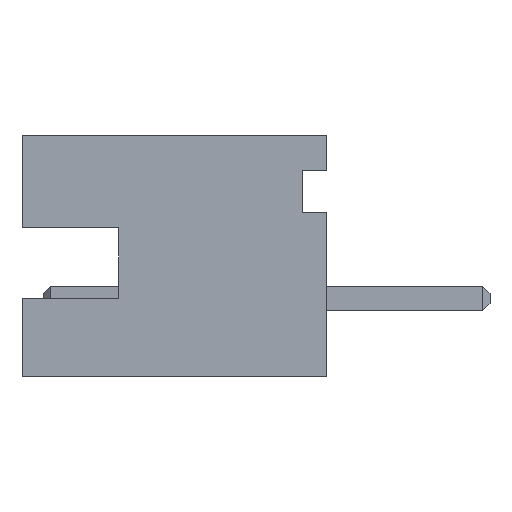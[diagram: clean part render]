
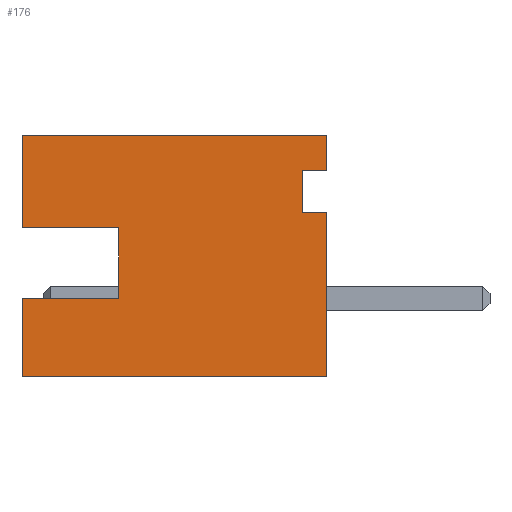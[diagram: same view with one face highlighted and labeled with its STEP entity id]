
A CAD part, left-side view. The second image highlights one B-rep face of the part: STEP entity #176.
In plain terms, the highlighted planar face has unit normal (-1, 0, 0).
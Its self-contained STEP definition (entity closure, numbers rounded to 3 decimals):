
#142 = DIRECTION ( 'NONE',  ( 0., 0., 1. ) ) ;
#176 = ADVANCED_FACE ( 'NONE', ( #3623 ), #3356, .F. ) ;
#209 = CARTESIAN_POINT ( 'NONE',  ( -3.95, 0., 1.2 ) ) ;
#284 = DIRECTION ( 'NONE',  ( 0., 0., 1. ) ) ;
#345 = EDGE_LOOP ( 'NONE', ( #4514, #2210, #2302, #2057, #3471, #2962, #1511, #3513, #837, #960, #817, #546 ) ) ;
#346 = EDGE_CURVE ( 'NONE', #3067, #1016, #1979, .T. ) ;
#366 = VERTEX_POINT ( 'NONE', #993 ) ;
#414 = VECTOR ( 'NONE', #2362, 1000. ) ;
#417 = VECTOR ( 'NONE', #2015, 1000. ) ;
#444 = EDGE_CURVE ( 'NONE', #366, #1112, #2718, .T. ) ;
#478 = CARTESIAN_POINT ( 'NONE',  ( -3.95, 0.351, 1.2 ) ) ;
#480 = VECTOR ( 'NONE', #760, 1000. ) ;
#528 = VERTEX_POINT ( 'NONE', #1065 ) ;
#546 = ORIENTED_EDGE ( 'NONE', *, *, #1643, .F. ) ;
#557 = DIRECTION ( 'NONE',  ( 0., 0., -1. ) ) ;
#566 = VECTOR ( 'NONE', #3238, 1000. ) ;
#577 = CARTESIAN_POINT ( 'NONE',  ( -3.95, 0., 0.615 ) ) ;
#606 = DIRECTION ( 'NONE',  ( 0., -1., 0. ) ) ;
#683 = DIRECTION ( 'NONE',  ( 0., 0., -1. ) ) ;
#728 = VECTOR ( 'NONE', #683, 1000. ) ;
#760 = DIRECTION ( 'NONE',  ( 0., -1., 0. ) ) ;
#808 = EDGE_CURVE ( 'NONE', #1073, #528, #2814, .T. ) ;
#811 = CARTESIAN_POINT ( 'NONE',  ( -3.95, 4.3, -1.7 ) ) ;
#817 = ORIENTED_EDGE ( 'NONE', *, *, #2765, .T. ) ;
#837 = ORIENTED_EDGE ( 'NONE', *, *, #2740, .F. ) ;
#882 = EDGE_CURVE ( 'NONE', #366, #1982, #1347, .T. ) ;
#960 = ORIENTED_EDGE ( 'NONE', *, *, #808, .T. ) ;
#993 = CARTESIAN_POINT ( 'NONE',  ( -3.95, 0., 1.2 ) ) ;
#1016 = VERTEX_POINT ( 'NONE', #1713 ) ;
#1021 = VECTOR ( 'NONE', #142, 1000. ) ;
#1065 = CARTESIAN_POINT ( 'NONE',  ( -3.95, 0., -1.7 ) ) ;
#1073 = VERTEX_POINT ( 'NONE', #3930 ) ;
#1074 = CARTESIAN_POINT ( 'NONE',  ( -3.95, 0.351, 1.2 ) ) ;
#1108 = DIRECTION ( 'NONE',  ( 0., 0., 1. ) ) ;
#1112 = VERTEX_POINT ( 'NONE', #3250 ) ;
#1258 = LINE ( 'NONE', #577, #4373 ) ;
#1347 = LINE ( 'NONE', #209, #417 ) ;
#1487 = CARTESIAN_POINT ( 'NONE',  ( -3.95, 0., 0.615 ) ) ;
#1511 = ORIENTED_EDGE ( 'NONE', *, *, #2279, .F. ) ;
#1547 = EDGE_CURVE ( 'NONE', #3939, #2524, #2839, .T. ) ;
#1643 = EDGE_CURVE ( 'NONE', #4303, #1878, #1258, .T. ) ;
#1687 = LINE ( 'NONE', #4342, #566 ) ;
#1713 = CARTESIAN_POINT ( 'NONE',  ( -3.95, 4.3, 0.4 ) ) ;
#1732 = EDGE_CURVE ( 'NONE', #3908, #1112, #2726, .T. ) ;
#1818 = VECTOR ( 'NONE', #3672, 1000. ) ;
#1821 = CARTESIAN_POINT ( 'NONE',  ( -3.95, 0., 1.7 ) ) ;
#1878 = VERTEX_POINT ( 'NONE', #1487 ) ;
#1906 = CARTESIAN_POINT ( 'NONE',  ( -3.95, 2.937, -0.6 ) ) ;
#1953 = CARTESIAN_POINT ( 'NONE',  ( -3.95, 4.3, 1.7 ) ) ;
#1979 = LINE ( 'NONE', #2004, #414 ) ;
#1982 = VERTEX_POINT ( 'NONE', #478 ) ;
#2004 = CARTESIAN_POINT ( 'NONE',  ( -3.95, 4.3, 0.4 ) ) ;
#2015 = DIRECTION ( 'NONE',  ( 0., 1., 0. ) ) ;
#2057 = ORIENTED_EDGE ( 'NONE', *, *, #1732, .F. ) ;
#2171 = CARTESIAN_POINT ( 'NONE',  ( -3.95, 4.3, -0.6 ) ) ;
#2194 = DIRECTION ( 'NONE',  ( 0., -1., 0. ) ) ;
#2210 = ORIENTED_EDGE ( 'NONE', *, *, #882, .F. ) ;
#2218 = VECTOR ( 'NONE', #2194, 1000. ) ;
#2244 = CARTESIAN_POINT ( 'NONE',  ( -3.95, 4.3, -0.6 ) ) ;
#2259 = LINE ( 'NONE', #1821, #2531 ) ;
#2279 = EDGE_CURVE ( 'NONE', #2524, #3067, #4088, .T. ) ;
#2302 = ORIENTED_EDGE ( 'NONE', *, *, #444, .T. ) ;
#2362 = DIRECTION ( 'NONE',  ( 0., 1., 0. ) ) ;
#2457 = LINE ( 'NONE', #3708, #1818 ) ;
#2485 = LINE ( 'NONE', #1074, #728 ) ;
#2524 = VERTEX_POINT ( 'NONE', #3909 ) ;
#2531 = VECTOR ( 'NONE', #1108, 1000. ) ;
#2552 = EDGE_CURVE ( 'NONE', #1982, #4303, #2485, .T. ) ;
#2636 = DIRECTION ( 'NONE',  ( 0., -1., 0. ) ) ;
#2718 = LINE ( 'NONE', #3839, #3425 ) ;
#2726 = LINE ( 'NONE', #4326, #2218 ) ;
#2740 = EDGE_CURVE ( 'NONE', #1073, #3939, #1687, .T. ) ;
#2765 = EDGE_CURVE ( 'NONE', #528, #1878, #2259, .T. ) ;
#2814 = LINE ( 'NONE', #811, #4026 ) ;
#2839 = LINE ( 'NONE', #2244, #480 ) ;
#2962 = ORIENTED_EDGE ( 'NONE', *, *, #346, .F. ) ;
#3050 = CARTESIAN_POINT ( 'NONE',  ( -3.95, 2.937, 0.4 ) ) ;
#3067 = VERTEX_POINT ( 'NONE', #3050 ) ;
#3238 = DIRECTION ( 'NONE',  ( 0., 0., 1. ) ) ;
#3250 = CARTESIAN_POINT ( 'NONE',  ( -3.95, 0., 1.7 ) ) ;
#3356 = PLANE ( 'NONE',  #3787 ) ;
#3419 = DIRECTION ( 'NONE',  ( 1., 0., 0. ) ) ;
#3425 = VECTOR ( 'NONE', #284, 1000. ) ;
#3471 = ORIENTED_EDGE ( 'NONE', *, *, #4589, .F. ) ;
#3513 = ORIENTED_EDGE ( 'NONE', *, *, #1547, .F. ) ;
#3623 = FACE_OUTER_BOUND ( 'NONE', #345, .T. ) ;
#3672 = DIRECTION ( 'NONE',  ( 0., 0., 1. ) ) ;
#3708 = CARTESIAN_POINT ( 'NONE',  ( -3.95, 4.3, 1.7 ) ) ;
#3787 = AXIS2_PLACEMENT_3D ( 'NONE', #1953, #3419, #557 ) ;
#3839 = CARTESIAN_POINT ( 'NONE',  ( -3.95, 0., 1.7 ) ) ;
#3859 = CARTESIAN_POINT ( 'NONE',  ( -3.95, 0.351, 0.615 ) ) ;
#3908 = VERTEX_POINT ( 'NONE', #4570 ) ;
#3909 = CARTESIAN_POINT ( 'NONE',  ( -3.95, 2.937, -0.6 ) ) ;
#3930 = CARTESIAN_POINT ( 'NONE',  ( -3.95, 4.3, -1.7 ) ) ;
#3939 = VERTEX_POINT ( 'NONE', #2171 ) ;
#4026 = VECTOR ( 'NONE', #2636, 1000. ) ;
#4088 = LINE ( 'NONE', #1906, #1021 ) ;
#4303 = VERTEX_POINT ( 'NONE', #3859 ) ;
#4326 = CARTESIAN_POINT ( 'NONE',  ( -3.95, 4.3, 1.7 ) ) ;
#4342 = CARTESIAN_POINT ( 'NONE',  ( -3.95, 4.3, 1.7 ) ) ;
#4373 = VECTOR ( 'NONE', #606, 1000. ) ;
#4514 = ORIENTED_EDGE ( 'NONE', *, *, #2552, .F. ) ;
#4570 = CARTESIAN_POINT ( 'NONE',  ( -3.95, 4.3, 1.7 ) ) ;
#4589 = EDGE_CURVE ( 'NONE', #1016, #3908, #2457, .T. ) ;
